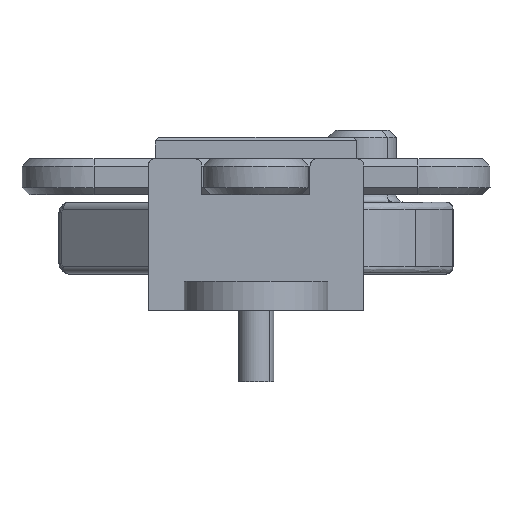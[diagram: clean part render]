
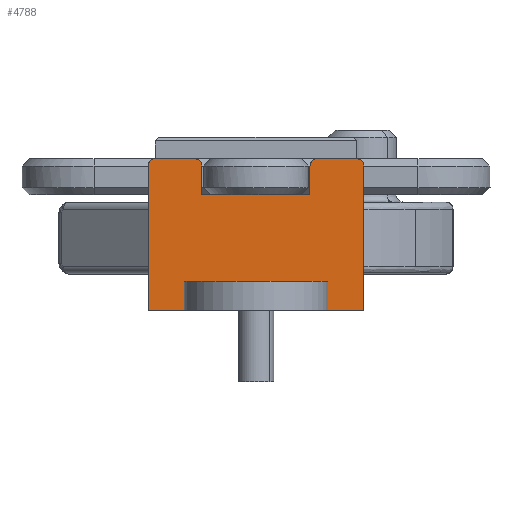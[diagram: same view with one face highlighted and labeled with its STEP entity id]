
A CAD part, front view. The second image highlights one B-rep face of the part: STEP entity #4788.
In plain terms, the highlighted free-form (B-spline) face has degree [1, 1] with [2, 2] control points.
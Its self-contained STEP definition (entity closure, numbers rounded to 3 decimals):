
#4559 = VERTEX_POINT('',#4560);
#4560 = CARTESIAN_POINT('',(-13.614,-70.564,
    -1.361));
#4573 = VERTEX_POINT('',#4574);
#4574 = CARTESIAN_POINT('',(13.614,-70.564,
    -1.361));
#4579 = EDGE_CURVE('',#4559,#4573,#4580,.T.);
#4580 = B_SPLINE_CURVE_WITH_KNOTS('',1,(#4581,#4582),.UNSPECIFIED.,.F.,
  .F.,(2,2),(5.,25.),.PIECEWISE_BEZIER_KNOTS.);
#4581 = CARTESIAN_POINT('',(-13.614,-70.564,
    -1.361));
#4582 = CARTESIAN_POINT('',(13.614,-70.564,
    -1.361));
#4592 = EDGE_CURVE('',#4593,#4595,#4597,.T.);
#4593 = VERTEX_POINT('',#4594);
#4594 = CARTESIAN_POINT('',(-10.21,-70.564,
    14.975));
#4595 = VERTEX_POINT('',#4596);
#4596 = CARTESIAN_POINT('',(10.21,-70.564,
    14.975));
#4597 = B_SPLINE_CURVE_WITH_KNOTS('',1,(#4598,#4599),.UNSPECIFIED.,.F.,
  .F.,(2,2),(7.5,22.5),.PIECEWISE_BEZIER_KNOTS.);
#4598 = CARTESIAN_POINT('',(-10.21,-70.564,
    14.975));
#4599 = CARTESIAN_POINT('',(10.21,-70.564,
    14.975));
#4638 = VERTEX_POINT('',#4639);
#4639 = CARTESIAN_POINT('',(20.421,-70.564,
    20.421));
#4644 = EDGE_CURVE('',#4638,#4645,#4647,.T.);
#4645 = VERTEX_POINT('',#4646);
#4646 = CARTESIAN_POINT('',(20.421,-70.564,
    -6.807));
#4647 = B_SPLINE_CURVE_WITH_KNOTS('',1,(#4648,#4649),.UNSPECIFIED.,.F.,
  .F.,(2,2),(-4.,16.),.PIECEWISE_BEZIER_KNOTS.);
#4648 = CARTESIAN_POINT('',(20.421,-70.564,
    20.421));
#4649 = CARTESIAN_POINT('',(20.421,-70.564,
    -6.807));
#4764 = EDGE_CURVE('',#4765,#4767,#4769,.T.);
#4765 = VERTEX_POINT('',#4766);
#4766 = CARTESIAN_POINT('',(-20.421,-70.564,
    20.421));
#4767 = VERTEX_POINT('',#4768);
#4768 = CARTESIAN_POINT('',(-20.421,-70.564,
    -6.807));
#4769 = B_SPLINE_CURVE_WITH_KNOTS('',1,(#4770,#4771),.UNSPECIFIED.,.F.,
  .F.,(2,2),(-4.,16.),.PIECEWISE_BEZIER_KNOTS.);
#4770 = CARTESIAN_POINT('',(-20.421,-70.564,
    20.421));
#4771 = CARTESIAN_POINT('',(-20.421,-70.564,
    -6.807));
#4788 = ADVANCED_FACE('',(#4789),#4875,.F.);
#4789 = FACE_BOUND('',#4790,.T.);
#4790 = EDGE_LOOP('',(#4791,#4800,#4808,#4813,#4814,#4821,#4829,#4836,
    #4842,#4843,#4850,#4855,#4856,#4863,#4868,#4869));
#4791 = ORIENTED_EDGE('',*,*,#4792,.F.);
#4792 = EDGE_CURVE('',#4793,#4795,#4797,.T.);
#4793 = VERTEX_POINT('',#4794);
#4794 = CARTESIAN_POINT('',(11.572,-70.564,
    21.782));
#4795 = VERTEX_POINT('',#4796);
#4796 = CARTESIAN_POINT('',(19.059,-70.564,
    21.782));
#4797 = B_SPLINE_CURVE_WITH_KNOTS('',1,(#4798,#4799),.UNSPECIFIED.,.F.,
  .F.,(2,2),(-6.5,-1.),.PIECEWISE_BEZIER_KNOTS.);
#4798 = CARTESIAN_POINT('',(11.572,-70.564,
    21.782));
#4799 = CARTESIAN_POINT('',(19.059,-70.564,
    21.782));
#4800 = ORIENTED_EDGE('',*,*,#4801,.T.);
#4801 = EDGE_CURVE('',#4793,#4802,#4804,.T.);
#4802 = VERTEX_POINT('',#4803);
#4803 = CARTESIAN_POINT('',(10.21,-70.564,
    20.421));
#4804 = ( BOUNDED_CURVE() B_SPLINE_CURVE(2,(#4805,#4806,#4807),
.UNSPECIFIED.,.F.,.F.) B_SPLINE_CURVE_WITH_KNOTS((3,3),(0.,
1.571),.PIECEWISE_BEZIER_KNOTS.) CURVE() 
GEOMETRIC_REPRESENTATION_ITEM() RATIONAL_B_SPLINE_CURVE((1.,
0.707,1.)) REPRESENTATION_ITEM('') );
#4805 = CARTESIAN_POINT('',(11.572,-70.564,
    21.782));
#4806 = CARTESIAN_POINT('',(10.21,-70.564,
    21.782));
#4807 = CARTESIAN_POINT('',(10.21,-70.564,
    20.421));
#4808 = ORIENTED_EDGE('',*,*,#4809,.T.);
#4809 = EDGE_CURVE('',#4802,#4595,#4810,.T.);
#4810 = B_SPLINE_CURVE_WITH_KNOTS('',1,(#4811,#4812),.UNSPECIFIED.,.F.,
  .F.,(2,2),(1.,5.),.PIECEWISE_BEZIER_KNOTS.);
#4811 = CARTESIAN_POINT('',(10.21,-70.564,
    20.421));
#4812 = CARTESIAN_POINT('',(10.21,-70.564,
    14.975));
#4813 = ORIENTED_EDGE('',*,*,#4592,.F.);
#4814 = ORIENTED_EDGE('',*,*,#4815,.F.);
#4815 = EDGE_CURVE('',#4816,#4593,#4818,.T.);
#4816 = VERTEX_POINT('',#4817);
#4817 = CARTESIAN_POINT('',(-10.21,-70.564,
    20.421));
#4818 = B_SPLINE_CURVE_WITH_KNOTS('',1,(#4819,#4820),.UNSPECIFIED.,.F.,
  .F.,(2,2),(1.,5.),.PIECEWISE_BEZIER_KNOTS.);
#4819 = CARTESIAN_POINT('',(-10.21,-70.564,
    20.421));
#4820 = CARTESIAN_POINT('',(-10.21,-70.564,
    14.975));
#4821 = ORIENTED_EDGE('',*,*,#4822,.T.);
#4822 = EDGE_CURVE('',#4816,#4823,#4825,.T.);
#4823 = VERTEX_POINT('',#4824);
#4824 = CARTESIAN_POINT('',(-11.572,-70.564,
    21.782));
#4825 = ( BOUNDED_CURVE() B_SPLINE_CURVE(2,(#4826,#4827,#4828),
.UNSPECIFIED.,.F.,.F.) B_SPLINE_CURVE_WITH_KNOTS((3,3),(4.712,
6.283),.PIECEWISE_BEZIER_KNOTS.) CURVE() 
GEOMETRIC_REPRESENTATION_ITEM() RATIONAL_B_SPLINE_CURVE((1.,
0.707,1.)) REPRESENTATION_ITEM('') );
#4826 = CARTESIAN_POINT('',(-10.21,-70.564,
    20.421));
#4827 = CARTESIAN_POINT('',(-10.21,-70.564,
    21.782));
#4828 = CARTESIAN_POINT('',(-11.572,-70.564,
    21.782));
#4829 = ORIENTED_EDGE('',*,*,#4830,.F.);
#4830 = EDGE_CURVE('',#4831,#4823,#4833,.T.);
#4831 = VERTEX_POINT('',#4832);
#4832 = CARTESIAN_POINT('',(-19.059,-70.564,
    21.782));
#4833 = B_SPLINE_CURVE_WITH_KNOTS('',1,(#4834,#4835),.UNSPECIFIED.,.F.,
  .F.,(2,2),(1.,6.5),.PIECEWISE_BEZIER_KNOTS.);
#4834 = CARTESIAN_POINT('',(-19.059,-70.564,
    21.782));
#4835 = CARTESIAN_POINT('',(-11.572,-70.564,
    21.782));
#4836 = ORIENTED_EDGE('',*,*,#4837,.T.);
#4837 = EDGE_CURVE('',#4831,#4765,#4838,.T.);
#4838 = ( BOUNDED_CURVE() B_SPLINE_CURVE(2,(#4839,#4840,#4841),
.UNSPECIFIED.,.F.,.F.) B_SPLINE_CURVE_WITH_KNOTS((3,3),(0.,
1.571),.PIECEWISE_BEZIER_KNOTS.) CURVE() 
GEOMETRIC_REPRESENTATION_ITEM() RATIONAL_B_SPLINE_CURVE((1.,
0.707,1.)) REPRESENTATION_ITEM('') );
#4839 = CARTESIAN_POINT('',(-19.059,-70.564,
    21.782));
#4840 = CARTESIAN_POINT('',(-20.421,-70.564,
    21.782));
#4841 = CARTESIAN_POINT('',(-20.421,-70.564,
    20.421));
#4842 = ORIENTED_EDGE('',*,*,#4764,.T.);
#4843 = ORIENTED_EDGE('',*,*,#4844,.F.);
#4844 = EDGE_CURVE('',#4845,#4767,#4847,.T.);
#4845 = VERTEX_POINT('',#4846);
#4846 = CARTESIAN_POINT('',(-13.614,-70.564,
    -6.807));
#4847 = B_SPLINE_CURVE_WITH_KNOTS('',1,(#4848,#4849),.UNSPECIFIED.,.F.,
  .F.,(2,2),(-5.,-0.),.PIECEWISE_BEZIER_KNOTS.);
#4848 = CARTESIAN_POINT('',(-13.614,-70.564,
    -6.807));
#4849 = CARTESIAN_POINT('',(-20.421,-70.564,
    -6.807));
#4850 = ORIENTED_EDGE('',*,*,#4851,.T.);
#4851 = EDGE_CURVE('',#4845,#4559,#4852,.T.);
#4852 = B_SPLINE_CURVE_WITH_KNOTS('',1,(#4853,#4854),.UNSPECIFIED.,.F.,
  .F.,(2,2),(0.,4.),.PIECEWISE_BEZIER_KNOTS.);
#4853 = CARTESIAN_POINT('',(-13.614,-70.564,
    -6.807));
#4854 = CARTESIAN_POINT('',(-13.614,-70.564,
    -1.361));
#4855 = ORIENTED_EDGE('',*,*,#4579,.T.);
#4856 = ORIENTED_EDGE('',*,*,#4857,.F.);
#4857 = EDGE_CURVE('',#4858,#4573,#4860,.T.);
#4858 = VERTEX_POINT('',#4859);
#4859 = CARTESIAN_POINT('',(13.614,-70.564,
    -6.807));
#4860 = B_SPLINE_CURVE_WITH_KNOTS('',1,(#4861,#4862),.UNSPECIFIED.,.F.,
  .F.,(2,2),(0.,4.),.PIECEWISE_BEZIER_KNOTS.);
#4861 = CARTESIAN_POINT('',(13.614,-70.564,
    -6.807));
#4862 = CARTESIAN_POINT('',(13.614,-70.564,
    -1.361));
#4863 = ORIENTED_EDGE('',*,*,#4864,.F.);
#4864 = EDGE_CURVE('',#4645,#4858,#4865,.T.);
#4865 = B_SPLINE_CURVE_WITH_KNOTS('',1,(#4866,#4867),.UNSPECIFIED.,.F.,
  .F.,(2,2),(0.,5.),.PIECEWISE_BEZIER_KNOTS.);
#4866 = CARTESIAN_POINT('',(20.421,-70.564,
    -6.807));
#4867 = CARTESIAN_POINT('',(13.614,-70.564,
    -6.807));
#4868 = ORIENTED_EDGE('',*,*,#4644,.F.);
#4869 = ORIENTED_EDGE('',*,*,#4870,.T.);
#4870 = EDGE_CURVE('',#4638,#4795,#4871,.T.);
#4871 = ( BOUNDED_CURVE() B_SPLINE_CURVE(2,(#4872,#4873,#4874),
.UNSPECIFIED.,.F.,.F.) B_SPLINE_CURVE_WITH_KNOTS((3,3),(4.712,
6.283),.PIECEWISE_BEZIER_KNOTS.) CURVE() 
GEOMETRIC_REPRESENTATION_ITEM() RATIONAL_B_SPLINE_CURVE((1.,
0.707,1.)) REPRESENTATION_ITEM('') );
#4872 = CARTESIAN_POINT('',(20.421,-70.564,
    20.421));
#4873 = CARTESIAN_POINT('',(20.421,-70.564,
    21.782));
#4874 = CARTESIAN_POINT('',(19.059,-70.564,
    21.782));
#4875 = B_SPLINE_SURFACE_WITH_KNOTS('',1,1,(
    (#4876,#4877)
    ,(#4878,#4879
    )),.UNSPECIFIED.,.F.,.F.,.F.,(2,2),(2,2),(-16.,5.),(
    0.,30.),.PIECEWISE_BEZIER_KNOTS.);
#4876 = CARTESIAN_POINT('',(-20.421,-70.564,
    -6.807));
#4877 = CARTESIAN_POINT('',(20.421,-70.564,
    -6.807));
#4878 = CARTESIAN_POINT('',(-20.421,-70.564,
    21.782));
#4879 = CARTESIAN_POINT('',(20.421,-70.564,
    21.782));
